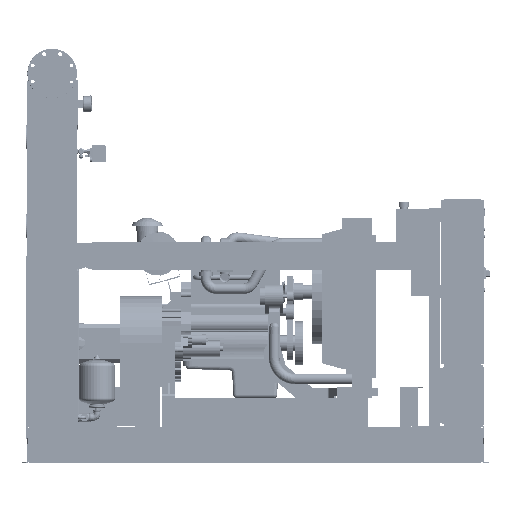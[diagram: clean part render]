
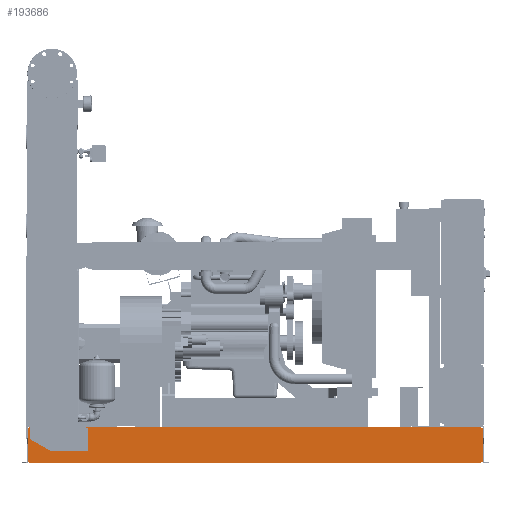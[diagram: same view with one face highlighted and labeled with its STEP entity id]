
A CAD part, front view. The second image highlights one B-rep face of the part: STEP entity #193686.
In plain terms, the highlighted free-form (B-spline) face has degree [1, 1] with [2, 2] control points.
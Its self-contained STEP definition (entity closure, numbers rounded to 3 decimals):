
#188627=CARTESIAN_POINT('',(-131.0,-738.5,202.));
#188628=VERTEX_POINT('',#188627);
#188635=CARTESIAN_POINT('',(-131.0,-738.5,208.));
#188636=VERTEX_POINT('',#188635);
#188637=CARTESIAN_POINT('',(-131.0,-738.5,202.));
#188638=DIRECTION('',(0.0,0.0,1.0));
#188639=VECTOR('',#188638,6.);
#188640=LINE('',#188637,#188639);
#188641=EDGE_CURVE('',#188628,#188636,#188640,.T.);
#191960=CARTESIAN_POINT('',(2463.0,-738.5,208.));
#191961=VERTEX_POINT('',#191960);
#191962=CARTESIAN_POINT('',(-131.0,-738.5,208.));
#191963=DIRECTION('',(1.0,0.0,0.0));
#191964=VECTOR('',#191963,2594.0);
#191965=LINE('',#191962,#191964);
#191966=EDGE_CURVE('',#188636,#191961,#191965,.T.);
#193263=CARTESIAN_POINT('',(2471.0,-738.5,202.));
#193264=VERTEX_POINT('',#193263);
#193271=CARTESIAN_POINT('',(2471.0,-738.5,112.689));
#193272=VERTEX_POINT('',#193271);
#193273=CARTESIAN_POINT('',(2471.0,-738.5,112.689));
#193274=DIRECTION('',(0.0,0.0,1.0));
#193275=VECTOR('',#193274,89.311);
#193276=LINE('',#193273,#193275);
#193277=EDGE_CURVE('',#193272,#193264,#193276,.T.);
#193600=CARTESIAN_POINT('',(-139.0,-738.5,3.));
#193601=CARTESIAN_POINT('',(-139.0,-738.5,208.));
#193602=CARTESIAN_POINT('',(2471.0,-738.5,3.));
#193603=CARTESIAN_POINT('',(2471.0,-738.5,208.));
#193604=B_SPLINE_SURFACE_WITH_KNOTS('',1,1,((#193600,#193602),(#193601,#193603)),.UNSPECIFIED.,.F.,.F.,.U.,(2,2),(2,2),(0.0,205.),(0.0,2610.0),.UNSPECIFIED.);
#193605=CARTESIAN_POINT('',(2471.0,-738.5,6.));
#193606=VERTEX_POINT('',#193605);
#193607=CARTESIAN_POINT('',(2471.0,-738.5,6.));
#193608=DIRECTION('',(0.0,0.0,1.0));
#193609=VECTOR('',#193608,106.689);
#193610=LINE('',#193607,#193609);
#193611=EDGE_CURVE('',#193606,#193272,#193610,.T.);
#193612=ORIENTED_EDGE('',*,*,#193611,.T.);
#193613=ORIENTED_EDGE('',*,*,#193277,.T.);
#193614=CARTESIAN_POINT('',(2463.0,-738.5,202.));
#193615=VERTEX_POINT('',#193614);
#193616=CARTESIAN_POINT('',(2471.0,-738.5,202.));
#193617=DIRECTION('',(-1.0,0.0,0.0));
#193618=VECTOR('',#193617,8.0);
#193619=LINE('',#193616,#193618);
#193620=EDGE_CURVE('',#193264,#193615,#193619,.T.);
#193621=ORIENTED_EDGE('',*,*,#193620,.T.);
#193622=CARTESIAN_POINT('',(2463.0,-738.5,208.));
#193623=DIRECTION('',(0.0,0.0,-1.0));
#193624=VECTOR('',#193623,6.);
#193625=LINE('',#193622,#193624);
#193626=EDGE_CURVE('',#191961,#193615,#193625,.T.);
#193627=ORIENTED_EDGE('',*,*,#193626,.F.);
#193628=ORIENTED_EDGE('',*,*,#191966,.F.);
#193629=ORIENTED_EDGE('',*,*,#188641,.F.);
#193630=CARTESIAN_POINT('',(-139.0,-738.5,202.));
#193631=VERTEX_POINT('',#193630);
#193632=CARTESIAN_POINT('',(-131.0,-738.5,202.));
#193633=DIRECTION('',(-1.0,0.0,0.0));
#193634=VECTOR('',#193633,8.0);
#193635=LINE('',#193632,#193634);
#193636=EDGE_CURVE('',#188628,#193631,#193635,.T.);
#193637=ORIENTED_EDGE('',*,*,#193636,.T.);
#193638=CARTESIAN_POINT('',(-139.0,-738.5,6.));
#193639=VERTEX_POINT('',#193638);
#193640=CARTESIAN_POINT('',(-139.0,-738.5,202.));
#193641=DIRECTION('',(0.0,0.0,-1.0));
#193642=VECTOR('',#193641,196.);
#193643=LINE('',#193640,#193642);
#193644=EDGE_CURVE('',#193631,#193639,#193643,.T.);
#193645=ORIENTED_EDGE('',*,*,#193644,.T.);
#193646=CARTESIAN_POINT('',(-131.0,-738.5,6.));
#193647=VERTEX_POINT('',#193646);
#193648=CARTESIAN_POINT('',(-139.0,-738.5,6.));
#193649=DIRECTION('',(1.0,0.0,0.0));
#193650=VECTOR('',#193649,8.0);
#193651=LINE('',#193648,#193650);
#193652=EDGE_CURVE('',#193639,#193647,#193651,.T.);
#193653=ORIENTED_EDGE('',*,*,#193652,.T.);
#193654=CARTESIAN_POINT('',(-131.0,-738.5,3.));
#193655=VERTEX_POINT('',#193654);
#193656=CARTESIAN_POINT('',(-131.0,-738.5,3.));
#193657=DIRECTION('',(0.0,0.0,1.0));
#193658=VECTOR('',#193657,3.);
#193659=LINE('',#193656,#193658);
#193660=EDGE_CURVE('',#193655,#193647,#193659,.T.);
#193661=ORIENTED_EDGE('',*,*,#193660,.F.);
#193662=CARTESIAN_POINT('',(2463.0,-738.5,3.));
#193663=VERTEX_POINT('',#193662);
#193664=CARTESIAN_POINT('',(2463.0,-738.5,3.));
#193665=DIRECTION('',(-1.0,0.0,0.0));
#193666=VECTOR('',#193665,2594.0);
#193667=LINE('',#193664,#193666);
#193668=EDGE_CURVE('',#193663,#193655,#193667,.T.);
#193669=ORIENTED_EDGE('',*,*,#193668,.F.);
#193670=CARTESIAN_POINT('',(2463.0,-738.5,6.));
#193671=VERTEX_POINT('',#193670);
#193672=CARTESIAN_POINT('',(2463.0,-738.5,6.));
#193673=DIRECTION('',(0.0,0.0,-1.0));
#193674=VECTOR('',#193673,3.);
#193675=LINE('',#193672,#193674);
#193676=EDGE_CURVE('',#193671,#193663,#193675,.T.);
#193677=ORIENTED_EDGE('',*,*,#193676,.F.);
#193678=CARTESIAN_POINT('',(2463.0,-738.5,6.));
#193679=DIRECTION('',(1.0,0.0,0.0));
#193680=VECTOR('',#193679,8.0);
#193681=LINE('',#193678,#193680);
#193682=EDGE_CURVE('',#193671,#193606,#193681,.T.);
#193683=ORIENTED_EDGE('',*,*,#193682,.T.);
#193684=EDGE_LOOP('',(#193612,#193613,#193621,#193627,#193628,#193629,#193637,#193645,#193653,#193661,#193669,#193677,#193683));
#193685=FACE_OUTER_BOUND('',#193684,.T.);
#193686=ADVANCED_FACE('',(#193685),#193604,.F.);
